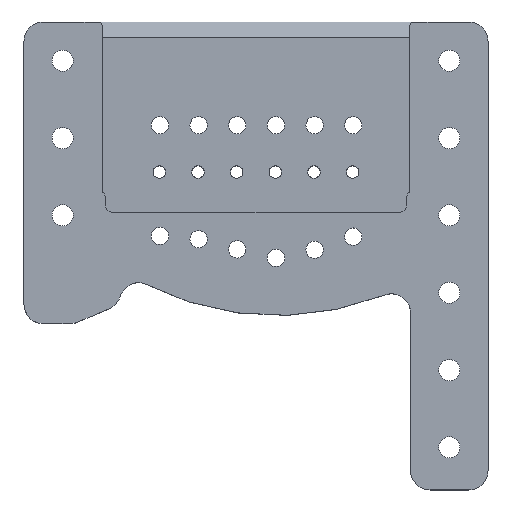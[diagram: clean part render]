
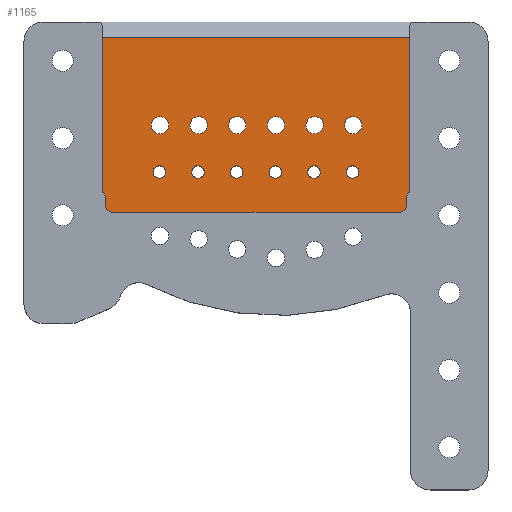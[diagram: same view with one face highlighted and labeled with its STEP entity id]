
A CAD part, top view. The second image highlights one B-rep face of the part: STEP entity #1165.
In plain terms, the highlighted planar face has unit normal (0, 0, 1).
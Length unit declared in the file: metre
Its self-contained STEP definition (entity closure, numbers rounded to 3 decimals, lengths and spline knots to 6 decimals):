
#92=CIRCLE('',#1245,0.00225);
#94=CIRCLE('',#1248,0.00225);
#96=CIRCLE('',#1251,0.00225);
#98=CIRCLE('',#1254,0.0016);
#100=CIRCLE('',#1257,0.0016);
#102=CIRCLE('',#1260,0.0016);
#104=CIRCLE('',#1263,0.0016);
#106=CIRCLE('',#1266,0.0016);
#108=CIRCLE('',#1269,0.0016);
#110=CIRCLE('',#1272,0.00225);
#112=CIRCLE('',#1275,0.00225);
#114=CIRCLE('',#1278,0.00225);
#141=CIRCLE('',#1322,0.0008);
#142=CIRCLE('',#1323,0.002);
#143=CIRCLE('',#1324,0.002);
#144=CIRCLE('',#1325,0.002);
#145=CIRCLE('',#1326,0.002);
#146=CIRCLE('',#1327,0.0008);
#295=ORIENTED_EDGE('',*,*,#518,.F.);
#296=ORIENTED_EDGE('',*,*,#516,.F.);
#297=ORIENTED_EDGE('',*,*,#514,.F.);
#298=ORIENTED_EDGE('',*,*,#551,.F.);
#299=ORIENTED_EDGE('',*,*,#552,.T.);
#300=ORIENTED_EDGE('',*,*,#553,.T.);
#301=ORIENTED_EDGE('',*,*,#554,.F.);
#302=ORIENTED_EDGE('',*,*,#555,.T.);
#303=ORIENTED_EDGE('',*,*,#556,.F.);
#304=ORIENTED_EDGE('',*,*,#557,.T.);
#305=ORIENTED_EDGE('',*,*,#558,.T.);
#306=ORIENTED_EDGE('',*,*,#559,.T.);
#307=ORIENTED_EDGE('',*,*,#560,.T.);
#308=ORIENTED_EDGE('',*,*,#561,.T.);
#309=ORIENTED_EDGE('',*,*,#562,.F.);
#310=ORIENTED_EDGE('',*,*,#512,.F.);
#311=ORIENTED_EDGE('',*,*,#510,.F.);
#312=ORIENTED_EDGE('',*,*,#508,.F.);
#313=ORIENTED_EDGE('',*,*,#506,.F.);
#314=ORIENTED_EDGE('',*,*,#504,.F.);
#315=ORIENTED_EDGE('',*,*,#502,.F.);
#316=ORIENTED_EDGE('',*,*,#500,.F.);
#317=ORIENTED_EDGE('',*,*,#498,.F.);
#318=ORIENTED_EDGE('',*,*,#496,.F.);
#496=EDGE_CURVE('',#645,#645,#92,.F.);
#498=EDGE_CURVE('',#647,#647,#94,.F.);
#500=EDGE_CURVE('',#649,#649,#96,.F.);
#502=EDGE_CURVE('',#651,#651,#98,.F.);
#504=EDGE_CURVE('',#653,#653,#100,.F.);
#506=EDGE_CURVE('',#655,#655,#102,.F.);
#508=EDGE_CURVE('',#657,#657,#104,.F.);
#510=EDGE_CURVE('',#659,#659,#106,.F.);
#512=EDGE_CURVE('',#661,#661,#108,.F.);
#514=EDGE_CURVE('',#663,#663,#110,.F.);
#516=EDGE_CURVE('',#665,#665,#112,.F.);
#518=EDGE_CURVE('',#667,#667,#114,.F.);
#551=EDGE_CURVE('',#699,#700,#737,.F.);
#552=EDGE_CURVE('',#699,#701,#738,.T.);
#553=EDGE_CURVE('',#701,#702,#739,.F.);
#554=EDGE_CURVE('',#703,#702,#141,.F.);
#555=EDGE_CURVE('',#703,#704,#142,.T.);
#556=EDGE_CURVE('',#705,#704,#740,.T.);
#557=EDGE_CURVE('',#705,#706,#143,.F.);
#558=EDGE_CURVE('',#706,#707,#741,.T.);
#559=EDGE_CURVE('',#707,#708,#144,.F.);
#560=EDGE_CURVE('',#708,#709,#742,.T.);
#561=EDGE_CURVE('',#709,#710,#145,.T.);
#562=EDGE_CURVE('',#700,#710,#146,.F.);
#645=VERTEX_POINT('',#1826);
#647=VERTEX_POINT('',#1831);
#649=VERTEX_POINT('',#1836);
#651=VERTEX_POINT('',#1841);
#653=VERTEX_POINT('',#1846);
#655=VERTEX_POINT('',#1851);
#657=VERTEX_POINT('',#1856);
#659=VERTEX_POINT('',#1861);
#661=VERTEX_POINT('',#1866);
#663=VERTEX_POINT('',#1871);
#665=VERTEX_POINT('',#1876);
#667=VERTEX_POINT('',#1881);
#699=VERTEX_POINT('',#1963);
#700=VERTEX_POINT('',#1964);
#701=VERTEX_POINT('',#1966);
#702=VERTEX_POINT('',#1968);
#703=VERTEX_POINT('',#1970);
#704=VERTEX_POINT('',#1972);
#705=VERTEX_POINT('',#1974);
#706=VERTEX_POINT('',#1976);
#707=VERTEX_POINT('',#1978);
#708=VERTEX_POINT('',#1980);
#709=VERTEX_POINT('',#1982);
#710=VERTEX_POINT('',#1984);
#737=LINE('',#1962,#797);
#738=LINE('',#1965,#798);
#739=LINE('',#1967,#799);
#740=LINE('',#1973,#800);
#741=LINE('',#1977,#801);
#742=LINE('',#1981,#802);
#797=VECTOR('',#1610,1.);
#798=VECTOR('',#1611,1.);
#799=VECTOR('',#1612,1.);
#800=VECTOR('',#1617,1.);
#801=VECTOR('',#1620,1.);
#802=VECTOR('',#1623,1.);
#934=EDGE_LOOP('',(#295));
#935=EDGE_LOOP('',(#296));
#936=EDGE_LOOP('',(#297));
#937=EDGE_LOOP('',(#298,#299,#300,#301,#302,#303,#304,#305,#306,#307,#308,
#309));
#938=EDGE_LOOP('',(#310));
#939=EDGE_LOOP('',(#311));
#940=EDGE_LOOP('',(#312));
#941=EDGE_LOOP('',(#313));
#942=EDGE_LOOP('',(#314));
#943=EDGE_LOOP('',(#315));
#944=EDGE_LOOP('',(#316));
#945=EDGE_LOOP('',(#317));
#946=EDGE_LOOP('',(#318));
#1076=FACE_BOUND('',#934,.T.);
#1077=FACE_BOUND('',#935,.T.);
#1078=FACE_BOUND('',#936,.T.);
#1079=FACE_BOUND('',#937,.T.);
#1080=FACE_BOUND('',#938,.T.);
#1081=FACE_BOUND('',#939,.T.);
#1082=FACE_BOUND('',#940,.T.);
#1083=FACE_BOUND('',#941,.T.);
#1084=FACE_BOUND('',#942,.T.);
#1085=FACE_BOUND('',#943,.T.);
#1086=FACE_BOUND('',#944,.T.);
#1087=FACE_BOUND('',#945,.T.);
#1088=FACE_BOUND('',#946,.T.);
#1122=PLANE('',#1321);
#1165=ADVANCED_FACE('',(#1076,#1077,#1078,#1079,#1080,#1081,#1082,#1083,
#1084,#1085,#1086,#1087,#1088),#1122,.F.);
#1245=AXIS2_PLACEMENT_3D('',#1825,#1450,#1451);
#1248=AXIS2_PLACEMENT_3D('',#1830,#1456,#1457);
#1251=AXIS2_PLACEMENT_3D('',#1835,#1462,#1463);
#1254=AXIS2_PLACEMENT_3D('',#1840,#1468,#1469);
#1257=AXIS2_PLACEMENT_3D('',#1845,#1474,#1475);
#1260=AXIS2_PLACEMENT_3D('',#1850,#1480,#1481);
#1263=AXIS2_PLACEMENT_3D('',#1855,#1486,#1487);
#1266=AXIS2_PLACEMENT_3D('',#1860,#1492,#1493);
#1269=AXIS2_PLACEMENT_3D('',#1865,#1498,#1499);
#1272=AXIS2_PLACEMENT_3D('',#1870,#1504,#1505);
#1275=AXIS2_PLACEMENT_3D('',#1875,#1510,#1511);
#1278=AXIS2_PLACEMENT_3D('',#1880,#1516,#1517);
#1321=AXIS2_PLACEMENT_3D('',#1961,#1608,#1609);
#1322=AXIS2_PLACEMENT_3D('',#1969,#1613,#1614);
#1323=AXIS2_PLACEMENT_3D('',#1971,#1615,#1616);
#1324=AXIS2_PLACEMENT_3D('',#1975,#1618,#1619);
#1325=AXIS2_PLACEMENT_3D('',#1979,#1621,#1622);
#1326=AXIS2_PLACEMENT_3D('',#1983,#1624,#1625);
#1327=AXIS2_PLACEMENT_3D('',#1985,#1626,#1627);
#1450=DIRECTION('',(0.,0.,-1.));
#1451=DIRECTION('',(-1.,0.,0.));
#1456=DIRECTION('',(0.,0.,-1.));
#1457=DIRECTION('',(-1.,0.,0.));
#1462=DIRECTION('',(0.,0.,-1.));
#1463=DIRECTION('',(-1.,0.,0.));
#1468=DIRECTION('',(0.,0.,-1.));
#1469=DIRECTION('',(-1.,0.,0.));
#1474=DIRECTION('',(0.,0.,-1.));
#1475=DIRECTION('',(-1.,0.,0.));
#1480=DIRECTION('',(0.,0.,-1.));
#1481=DIRECTION('',(-1.,0.,0.));
#1486=DIRECTION('',(0.,0.,-1.));
#1487=DIRECTION('',(-1.,0.,0.));
#1492=DIRECTION('',(0.,0.,-1.));
#1493=DIRECTION('',(-1.,0.,0.));
#1498=DIRECTION('',(0.,0.,-1.));
#1499=DIRECTION('',(-1.,0.,0.));
#1504=DIRECTION('',(0.,0.,-1.));
#1505=DIRECTION('',(-1.,0.,0.));
#1510=DIRECTION('',(0.,0.,-1.));
#1511=DIRECTION('',(-1.,0.,0.));
#1516=DIRECTION('',(0.,0.,-1.));
#1517=DIRECTION('',(-1.,0.,0.));
#1608=DIRECTION('',(0.,0.,-1.));
#1609=DIRECTION('',(-1.,0.,0.));
#1610=DIRECTION('',(0.,1.,0.));
#1611=DIRECTION('',(-1.,0.,0.));
#1612=DIRECTION('',(0.,1.,0.));
#1613=DIRECTION('',(0.,0.,1.));
#1614=DIRECTION('',(1.,0.,0.));
#1615=DIRECTION('',(0.,0.,-1.));
#1616=DIRECTION('',(-1.,0.,0.));
#1617=DIRECTION('',(0.,1.,0.));
#1618=DIRECTION('',(0.,0.,-1.));
#1619=DIRECTION('',(-1.,0.,0.));
#1620=DIRECTION('',(1.,0.,0.));
#1621=DIRECTION('',(0.,0.,-1.));
#1622=DIRECTION('',(-1.,0.,0.));
#1623=DIRECTION('',(0.,1.,0.));
#1624=DIRECTION('',(0.,0.,-1.));
#1625=DIRECTION('',(-1.,0.,0.));
#1626=DIRECTION('',(0.,0.,1.));
#1627=DIRECTION('',(1.,0.,0.));
#1825=CARTESIAN_POINT('',(-0.86785,0.872796,0.035));
#1826=CARTESIAN_POINT('',(-0.8701,0.872796,0.035));
#1830=CARTESIAN_POINT('',(-0.84785,0.872796,0.035));
#1831=CARTESIAN_POINT('',(-0.8501,0.872796,0.035));
#1835=CARTESIAN_POINT('',(-0.82785,0.872796,0.035));
#1836=CARTESIAN_POINT('',(-0.8301,0.872796,0.035));
#1840=CARTESIAN_POINT('',(-0.818,0.8607,0.035));
#1841=CARTESIAN_POINT('',(-0.8196,0.8607,0.035));
#1845=CARTESIAN_POINT('',(-0.828,0.8607,0.035));
#1846=CARTESIAN_POINT('',(-0.8296,0.8607,0.035));
#1850=CARTESIAN_POINT('',(-0.838,0.8607,0.035));
#1851=CARTESIAN_POINT('',(-0.8396,0.8607,0.035));
#1855=CARTESIAN_POINT('',(-0.848,0.8607,0.035));
#1856=CARTESIAN_POINT('',(-0.8496,0.8607,0.035));
#1860=CARTESIAN_POINT('',(-0.858,0.8607,0.035));
#1861=CARTESIAN_POINT('',(-0.8596,0.8607,0.035));
#1865=CARTESIAN_POINT('',(-0.868,0.8607,0.035));
#1866=CARTESIAN_POINT('',(-0.8696,0.8607,0.035));
#1870=CARTESIAN_POINT('',(-0.81785,0.872796,0.035));
#1871=CARTESIAN_POINT('',(-0.8201,0.872796,0.035));
#1875=CARTESIAN_POINT('',(-0.83785,0.872796,0.035));
#1876=CARTESIAN_POINT('',(-0.8401,0.872796,0.035));
#1880=CARTESIAN_POINT('',(-0.85785,0.872796,0.035));
#1881=CARTESIAN_POINT('',(-0.8601,0.872796,0.035));
#1961=CARTESIAN_POINT('',(-0.818,0.883,0.035));
#1962=CARTESIAN_POINT('',(-0.8032,0.883,0.035));
#1963=CARTESIAN_POINT('',(-0.8032,0.8955,0.035));
#1964=CARTESIAN_POINT('',(-0.8032,0.856084,0.035));
#1965=CARTESIAN_POINT('',(-0.8838,0.8955,0.035));
#1966=CARTESIAN_POINT('',(-0.8828,0.8955,0.035));
#1967=CARTESIAN_POINT('',(-0.8828,0.883,0.035));
#1968=CARTESIAN_POINT('',(-0.8828,0.856084,0.035));
#1969=CARTESIAN_POINT('',(-0.882,0.856084,0.035));
#1970=CARTESIAN_POINT('',(-0.882571,0.855524,0.035));
#1971=CARTESIAN_POINT('',(-0.884,0.854124,0.035));
#1972=CARTESIAN_POINT('',(-0.882,0.854124,0.035));
#1973=CARTESIAN_POINT('',(-0.882,0.855284,0.035));
#1974=CARTESIAN_POINT('',(-0.882,0.852284,0.035));
#1975=CARTESIAN_POINT('',(-0.88,0.852284,0.035));
#1976=CARTESIAN_POINT('',(-0.88,0.850284,0.035));
#1977=CARTESIAN_POINT('',(-0.843,0.850284,0.035));
#1978=CARTESIAN_POINT('',(-0.806,0.850284,0.035));
#1979=CARTESIAN_POINT('',(-0.806,0.852284,0.035));
#1980=CARTESIAN_POINT('',(-0.804,0.852284,0.035));
#1981=CARTESIAN_POINT('',(-0.804,0.855284,0.035));
#1982=CARTESIAN_POINT('',(-0.804,0.854124,0.035));
#1983=CARTESIAN_POINT('',(-0.802,0.854124,0.035));
#1984=CARTESIAN_POINT('',(-0.803429,0.855524,0.035));
#1985=CARTESIAN_POINT('',(-0.804,0.856084,0.035));
